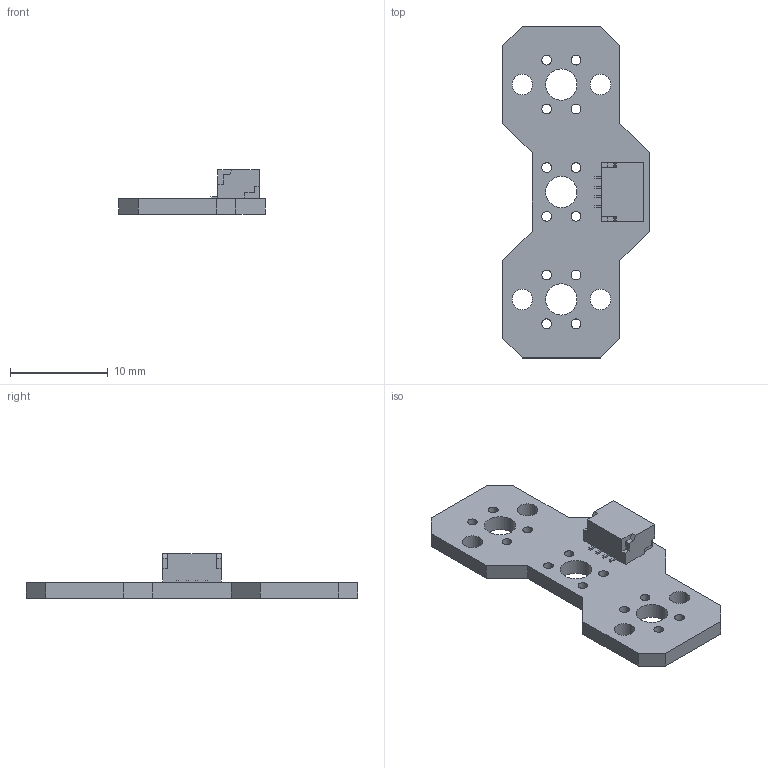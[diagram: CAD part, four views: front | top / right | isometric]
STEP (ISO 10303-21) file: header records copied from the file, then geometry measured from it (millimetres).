
FILE_DESCRIPTION(('FreeCAD Model'),'2;1');
FILE_NAME('barrette_outcentered.step' ,'2020-03-29T18:46:49',(''),(''),'Open CASCADE STEP processor 7.3', 'FreeCAD','Unknown');
FILE_SCHEMA(('AUTOMOTIVE_DESIGN { 1 0 10303 214 1 1 1 1 }'));
Length unit declared in the file: millimetre
Products named in the file (1): somos_dielectrode_v2.0_sp
Bounding box: 15 x 34 x 4.55 mm (x, y, z)
Volume: 608.2 mm3; surface area: 1166.2 mm2
Topology: 1 solids, 1 shells, 122 faces, 349 edges, 232 vertices
Faces by surface type: plane 103, cylinder 19
Full cylindrical faces by diameter (mm): 1 x12, 2.1 x4, 3.2 x3
Entity records: 4891 total; most frequent: CARTESIAN_POINT 704, ORIENTED_EDGE 698, DIRECTION 633, EDGE_CURVE 349, LINE 311, VECTOR 311, VERTEX_POINT 232, FACE_BOUND 169
